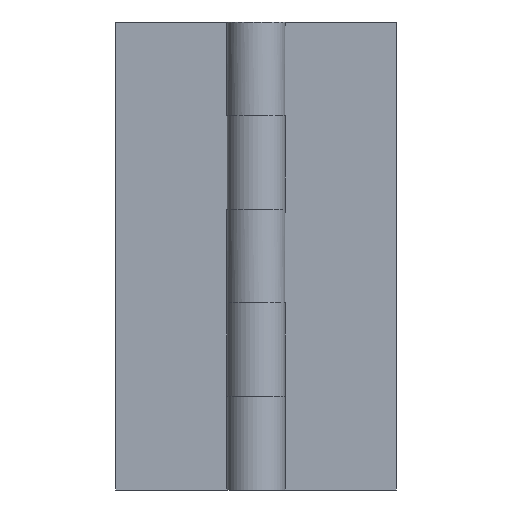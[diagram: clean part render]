
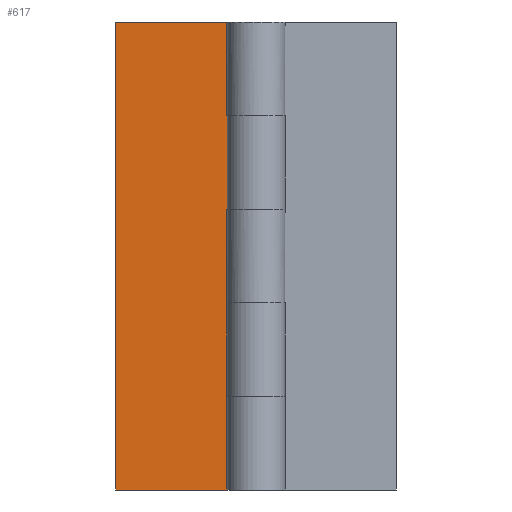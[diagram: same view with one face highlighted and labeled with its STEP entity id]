
A CAD part, front view. The second image highlights one B-rep face of the part: STEP entity #617.
In plain terms, the highlighted free-form (B-spline) face has degree [1, 1] with [2, 2] control points.
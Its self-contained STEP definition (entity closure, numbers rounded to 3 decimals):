
#79=CARTESIAN_POINT('',(-3.1,1.5,20.0));
#80=VERTEX_POINT('',#79);
#86=CARTESIAN_POINT('',(0.0,1.5,20.0));
#87=VERTEX_POINT('',#86);
#88=CARTESIAN_POINT('',(0.0,1.5,20.0));
#89=CARTESIAN_POINT('',(-3.1,1.5,20.0));
#90=QUASI_UNIFORM_CURVE('',1,(#88,#89),.UNSPECIFIED.,.F.,.U.);
#91=EDGE_CURVE('',#87,#80,#90,.T.);
#135=CARTESIAN_POINT('',(-3.1,1.5,30.));
#136=VERTEX_POINT('',#135);
#142=CARTESIAN_POINT('',(-3.1,1.5,20.0));
#143=CARTESIAN_POINT('',(-3.1,1.5,30.));
#144=QUASI_UNIFORM_CURVE('',1,(#142,#143),.UNSPECIFIED.,.F.,.U.);
#145=EDGE_CURVE('',#80,#136,#144,.T.);
#191=CARTESIAN_POINT('',(0.0,1.5,30.));
#192=VERTEX_POINT('',#191);
#212=CARTESIAN_POINT('',(-3.1,1.5,30.));
#213=CARTESIAN_POINT('',(0.0,1.5,30.));
#214=QUASI_UNIFORM_CURVE('',1,(#212,#213),.UNSPECIFIED.,.F.,.U.);
#215=EDGE_CURVE('',#136,#192,#214,.T.);
#225=CARTESIAN_POINT('',(-3.1,1.5,10.));
#226=VERTEX_POINT('',#225);
#227=CARTESIAN_POINT('',(-3.1,1.5,0.0));
#228=VERTEX_POINT('',#227);
#229=CARTESIAN_POINT('',(-3.1,1.5,10.));
#230=CARTESIAN_POINT('',(-3.1,1.5,0.0));
#231=QUASI_UNIFORM_CURVE('',1,(#229,#230),.UNSPECIFIED.,.F.,.U.);
#232=EDGE_CURVE('',#226,#228,#231,.T.);
#291=CARTESIAN_POINT('',(0.0,1.5,10.));
#292=VERTEX_POINT('',#291);
#312=CARTESIAN_POINT('',(0.0,1.5,10.));
#313=CARTESIAN_POINT('',(-3.1,1.5,10.));
#314=QUASI_UNIFORM_CURVE('',1,(#312,#313),.UNSPECIFIED.,.F.,.U.);
#315=EDGE_CURVE('',#292,#226,#314,.T.);
#331=CARTESIAN_POINT('',(-3.1,1.5,50.));
#332=VERTEX_POINT('',#331);
#333=CARTESIAN_POINT('',(-3.1,1.5,40.));
#334=VERTEX_POINT('',#333);
#335=CARTESIAN_POINT('',(-3.1,1.5,50.));
#336=CARTESIAN_POINT('',(-3.1,1.5,40.));
#337=QUASI_UNIFORM_CURVE('',1,(#335,#336),.UNSPECIFIED.,.F.,.U.);
#338=EDGE_CURVE('',#332,#334,#337,.T.);
#367=CARTESIAN_POINT('',(0.0,1.5,40.));
#368=VERTEX_POINT('',#367);
#369=CARTESIAN_POINT('',(-3.1,1.5,40.));
#370=CARTESIAN_POINT('',(0.0,1.5,40.));
#371=QUASI_UNIFORM_CURVE('',1,(#369,#370),.UNSPECIFIED.,.F.,.U.);
#372=EDGE_CURVE('',#334,#368,#371,.T.);
#439=CARTESIAN_POINT('',(-15.0,1.5,0.0));
#440=VERTEX_POINT('',#439);
#446=CARTESIAN_POINT('',(-15.0,1.5,50.));
#447=VERTEX_POINT('',#446);
#448=CARTESIAN_POINT('',(-15.0,1.5,50.));
#449=CARTESIAN_POINT('',(-15.0,1.5,0.0));
#450=QUASI_UNIFORM_CURVE('',1,(#448,#449),.UNSPECIFIED.,.F.,.U.);
#451=EDGE_CURVE('',#447,#440,#450,.T.);
#480=CARTESIAN_POINT('',(-15.0,1.5,50.));
#481=CARTESIAN_POINT('',(-3.1,1.5,50.));
#482=QUASI_UNIFORM_CURVE('',1,(#480,#481),.UNSPECIFIED.,.F.,.U.);
#483=EDGE_CURVE('',#447,#332,#482,.T.);
#499=CARTESIAN_POINT('',(-15.0,1.5,0.0));
#500=CARTESIAN_POINT('',(-3.1,1.5,0.0));
#501=QUASI_UNIFORM_CURVE('',1,(#499,#500),.UNSPECIFIED.,.F.,.U.);
#502=EDGE_CURVE('',#440,#228,#501,.T.);
#585=CARTESIAN_POINT('',(0.0,1.5,20.0));
#586=CARTESIAN_POINT('',(0.0,1.5,10.));
#587=QUASI_UNIFORM_CURVE('',1,(#585,#586),.UNSPECIFIED.,.F.,.U.);
#588=EDGE_CURVE('',#87,#292,#587,.T.);
#594=CARTESIAN_POINT('',(-15.749,1.5,-2.497));
#595=CARTESIAN_POINT('',(-15.749,1.5,52.497));
#596=CARTESIAN_POINT('',(0.749,1.5,-2.497));
#597=CARTESIAN_POINT('',(0.749,1.5,52.497));
#598=B_SPLINE_SURFACE_WITH_KNOTS('',1,1,((#594,#596),(#595,#597)),.UNSPECIFIED.,.F.,.F.,.U.,(2,2),(2,2),(0.0,54.995),(0.0,16.499),.UNSPECIFIED.);
#599=ORIENTED_EDGE('',*,*,#145,.T.);
#600=ORIENTED_EDGE('',*,*,#215,.T.);
#601=CARTESIAN_POINT('',(0.0,1.5,40.));
#602=CARTESIAN_POINT('',(0.0,1.5,30.));
#603=QUASI_UNIFORM_CURVE('',1,(#601,#602),.UNSPECIFIED.,.F.,.U.);
#604=EDGE_CURVE('',#368,#192,#603,.T.);
#605=ORIENTED_EDGE('',*,*,#604,.F.);
#606=ORIENTED_EDGE('',*,*,#372,.F.);
#607=ORIENTED_EDGE('',*,*,#338,.F.);
#608=ORIENTED_EDGE('',*,*,#483,.F.);
#609=ORIENTED_EDGE('',*,*,#451,.T.);
#610=ORIENTED_EDGE('',*,*,#502,.T.);
#611=ORIENTED_EDGE('',*,*,#232,.F.);
#612=ORIENTED_EDGE('',*,*,#315,.F.);
#613=ORIENTED_EDGE('',*,*,#588,.F.);
#614=ORIENTED_EDGE('',*,*,#91,.T.);
#615=EDGE_LOOP('',(#599,#600,#605,#606,#607,#608,#609,#610,#611,#612,#613,#614));
#616=FACE_OUTER_BOUND('',#615,.T.);
#617=ADVANCED_FACE('',(#616),#598,.F.);
